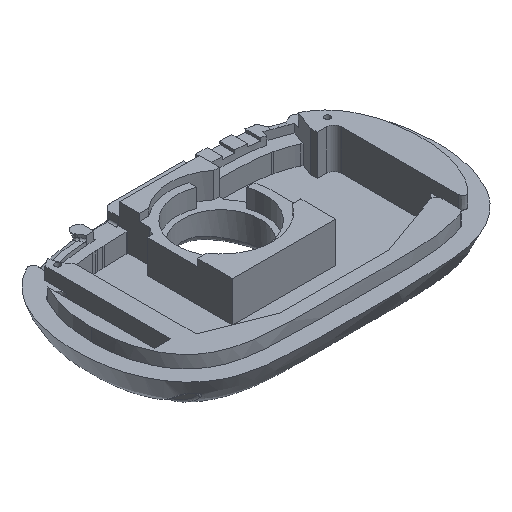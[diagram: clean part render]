
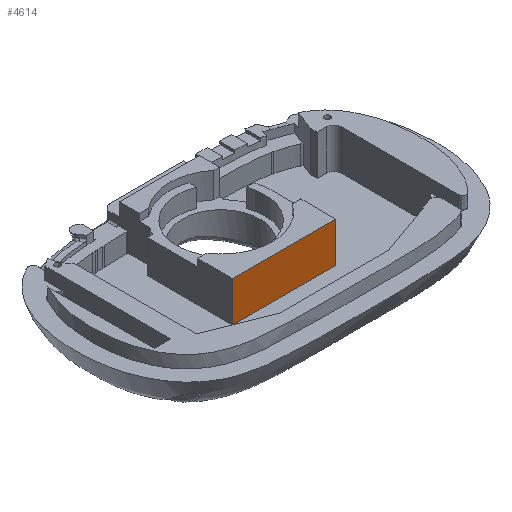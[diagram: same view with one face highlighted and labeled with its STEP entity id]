
A CAD part, isometric view. The second image highlights one B-rep face of the part: STEP entity #4614.
In plain terms, the highlighted planar face has unit normal (0, -1, 0).
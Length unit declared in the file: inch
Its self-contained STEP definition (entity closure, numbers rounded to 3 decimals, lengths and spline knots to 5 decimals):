
#241=PLANE('',#4812);
#392=FACE_OUTER_BOUND('',#594,.T.);
#594=EDGE_LOOP('',(#3978,#3979,#3980,#3981));
#802=LINE('',#17388,#1008);
#815=LINE('',#17424,#1021);
#819=LINE('',#17432,#1025);
#820=LINE('',#17433,#1026);
#1008=VECTOR('',#5252,0.3937);
#1021=VECTOR('',#5277,0.3937);
#1025=VECTOR('',#5283,0.3937);
#1026=VECTOR('',#5284,0.3937);
#2048=VERTEX_POINT('',#17385);
#2049=VERTEX_POINT('',#17387);
#2060=VERTEX_POINT('',#17423);
#2063=VERTEX_POINT('',#17431);
#2742=EDGE_CURVE('',#2049,#2048,#802,.T.);
#2758=EDGE_CURVE('',#2060,#2049,#815,.T.);
#2762=EDGE_CURVE('',#2063,#2048,#819,.T.);
#2763=EDGE_CURVE('',#2060,#2063,#820,.T.);
#3978=ORIENTED_EDGE('',*,*,#2762,.F.);
#3979=ORIENTED_EDGE('',*,*,#2763,.F.);
#3980=ORIENTED_EDGE('',*,*,#2758,.T.);
#3981=ORIENTED_EDGE('',*,*,#2742,.T.);
#4614=ADVANCED_FACE('',(#392),#241,.T.);
#4812=AXIS2_PLACEMENT_3D('',#17430,#5281,#5282);
#5252=DIRECTION('',(1.,0.,0.));
#5277=DIRECTION('',(0.,0.,-1.));
#5281=DIRECTION('center_axis',(0.,-1.,0.));
#5282=DIRECTION('ref_axis',(1.,0.,0.));
#5283=DIRECTION('',(0.,0.,-1.));
#5284=DIRECTION('',(1.,0.,0.));
#17385=CARTESIAN_POINT('',(1.09692,-0.61313,-0.86));
#17387=CARTESIAN_POINT('',(-1.11087,-0.61313,-0.86));
#17388=CARTESIAN_POINT('',(1.08098,-0.61313,-0.86));
#17423=CARTESIAN_POINT('',(-1.11087,-0.61313,0.));
#17424=CARTESIAN_POINT('',(-1.11087,-0.61313,-0.26945));
#17430=CARTESIAN_POINT('Origin',(-1.11087,-0.61313,-0.26945));
#17431=CARTESIAN_POINT('',(1.09692,-0.61313,0.));
#17432=CARTESIAN_POINT('',(1.09692,-0.61313,-0.26945));
#17433=CARTESIAN_POINT('',(-0.55502,-0.61313,0.));
